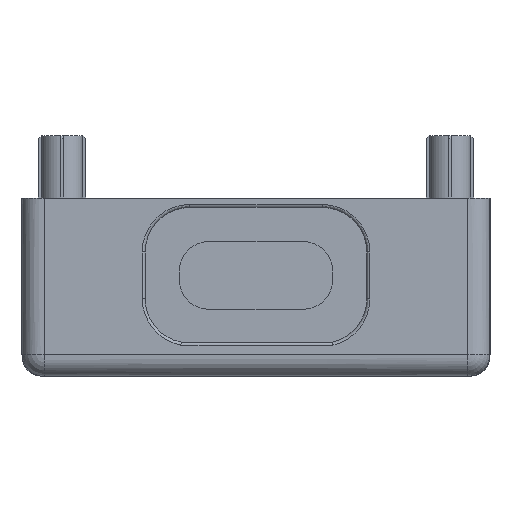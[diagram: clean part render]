
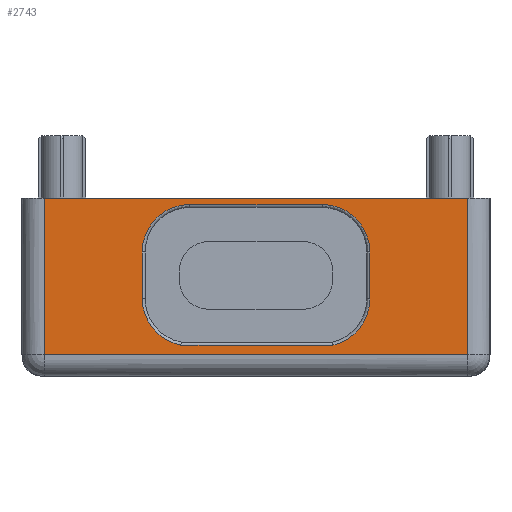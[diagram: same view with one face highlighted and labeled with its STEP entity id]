
A CAD part, left-side view. The second image highlights one B-rep face of the part: STEP entity #2743.
In plain terms, the highlighted planar face has unit normal (-1, 0, 0).
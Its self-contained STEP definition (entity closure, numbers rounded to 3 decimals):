
#15=FACE_BOUND('',#375,.T.);
#25=PLANE('',#2921);
#129=CIRCLE('',#2900,3.2);
#132=CIRCLE('',#2904,3.2);
#136=CIRCLE('',#2909,3.2);
#139=CIRCLE('',#2913,3.2);
#222=FACE_OUTER_BOUND('',#374,.T.);
#374=EDGE_LOOP('',(#1920,#1921,#1922,#1923));
#375=EDGE_LOOP('',(#1924,#1925,#1926,#1927,#1928,#1929,#1930,#1931));
#536=LINE('',#3858,#864);
#538=LINE('',#3961,#866);
#540=LINE('',#3997,#868);
#542=LINE('',#4033,#870);
#551=LINE('',#4083,#879);
#552=LINE('',#4085,#880);
#553=LINE('',#4087,#881);
#554=LINE('',#4088,#882);
#864=VECTOR('',#3110,10.);
#866=VECTOR('',#3122,10.);
#868=VECTOR('',#3134,10.);
#870=VECTOR('',#3146,10.);
#879=VECTOR('',#3173,10.);
#880=VECTOR('',#3174,10.);
#881=VECTOR('',#3175,10.);
#882=VECTOR('',#3176,10.);
#1192=VERTEX_POINT('',#3856);
#1193=VERTEX_POINT('',#3857);
#1197=VERTEX_POINT('',#3954);
#1199=VERTEX_POINT('',#3959);
#1201=VERTEX_POINT('',#3989);
#1203=VERTEX_POINT('',#3995);
#1205=VERTEX_POINT('',#4025);
#1207=VERTEX_POINT('',#4031);
#1213=VERTEX_POINT('',#4081);
#1214=VERTEX_POINT('',#4082);
#1215=VERTEX_POINT('',#4084);
#1216=VERTEX_POINT('',#4086);
#1460=EDGE_CURVE('',#1192,#1193,#536,.T.);
#1466=EDGE_CURVE('',#1197,#1192,#129,.T.);
#1468=EDGE_CURVE('',#1199,#1197,#538,.T.);
#1471=EDGE_CURVE('',#1201,#1199,#132,.T.);
#1474=EDGE_CURVE('',#1203,#1201,#540,.T.);
#1477=EDGE_CURVE('',#1205,#1203,#136,.T.);
#1480=EDGE_CURVE('',#1207,#1205,#542,.T.);
#1482=EDGE_CURVE('',#1193,#1207,#139,.T.);
#1493=EDGE_CURVE('',#1213,#1214,#551,.T.);
#1494=EDGE_CURVE('',#1215,#1213,#552,.T.);
#1495=EDGE_CURVE('',#1216,#1215,#553,.T.);
#1496=EDGE_CURVE('',#1216,#1214,#554,.T.);
#1920=ORIENTED_EDGE('',*,*,#1493,.F.);
#1921=ORIENTED_EDGE('',*,*,#1494,.F.);
#1922=ORIENTED_EDGE('',*,*,#1495,.F.);
#1923=ORIENTED_EDGE('',*,*,#1496,.T.);
#1924=ORIENTED_EDGE('',*,*,#1460,.F.);
#1925=ORIENTED_EDGE('',*,*,#1466,.F.);
#1926=ORIENTED_EDGE('',*,*,#1468,.F.);
#1927=ORIENTED_EDGE('',*,*,#1471,.F.);
#1928=ORIENTED_EDGE('',*,*,#1474,.F.);
#1929=ORIENTED_EDGE('',*,*,#1477,.F.);
#1930=ORIENTED_EDGE('',*,*,#1480,.F.);
#1931=ORIENTED_EDGE('',*,*,#1482,.F.);
#2743=ADVANCED_FACE('',(#222,#15),#25,.T.);
#2900=AXIS2_PLACEMENT_3D('',#3956,#3116,#3117);
#2904=AXIS2_PLACEMENT_3D('',#3991,#3126,#3127);
#2909=AXIS2_PLACEMENT_3D('',#4027,#3138,#3139);
#2913=AXIS2_PLACEMENT_3D('',#4060,#3148,#3149);
#2921=AXIS2_PLACEMENT_3D('',#4080,#3171,#3172);
#3110=DIRECTION('',(0.,-1.,0.));
#3116=DIRECTION('center_axis',(-1.,0.,0.));
#3117=DIRECTION('ref_axis',(0.,0.019,-1.));
#3122=DIRECTION('',(0.,0.,-1.));
#3126=DIRECTION('center_axis',(-1.,0.,0.));
#3127=DIRECTION('ref_axis',(0.,0.,1.));
#3134=DIRECTION('',(0.,1.,0.));
#3138=DIRECTION('center_axis',(-1.,0.,0.));
#3139=DIRECTION('ref_axis',(0.,0.,1.));
#3146=DIRECTION('',(0.,0.,1.));
#3148=DIRECTION('center_axis',(-1.,0.,0.));
#3149=DIRECTION('ref_axis',(0.,0.,-1.));
#3171=DIRECTION('center_axis',(-1.,0.,0.));
#3172=DIRECTION('ref_axis',(0.,1.,0.));
#3173=DIRECTION('',(0.,0.,1.));
#3174=DIRECTION('',(0.,1.,0.));
#3175=DIRECTION('',(0.,0.,-1.));
#3176=DIRECTION('',(0.,1.,0.));
#3856=CARTESIAN_POINT('',(-30.95,-4.461,-9.92));
#3857=CARTESIAN_POINT('',(-30.95,-14.706,-9.92));
#3858=CARTESIAN_POINT('',(-30.95,-19.992,-9.92));
#3954=CARTESIAN_POINT('',(-30.95,-1.855,-6.776));
#3956=CARTESIAN_POINT('Origin',(-30.95,-5.055,-6.776));
#3959=CARTESIAN_POINT('',(-30.95,-1.855,-3.64));
#3961=CARTESIAN_POINT('',(-30.95,-1.855,-3.388));
#3989=CARTESIAN_POINT('',(-30.95,-5.055,-0.44));
#3991=CARTESIAN_POINT('Origin',(-30.95,-5.055,-3.64));
#3995=CARTESIAN_POINT('',(-30.95,-13.995,-0.44));
#3997=CARTESIAN_POINT('',(-30.95,-15.177,-0.44));
#4025=CARTESIAN_POINT('',(-30.95,-17.195,-3.64));
#4027=CARTESIAN_POINT('Origin',(-30.95,-13.995,-3.64));
#4031=CARTESIAN_POINT('',(-30.95,-17.195,-6.8));
#4033=CARTESIAN_POINT('',(-30.95,-17.195,-1.82));
#4060=CARTESIAN_POINT('Origin',(-30.95,-13.995,-6.8));
#4080=CARTESIAN_POINT('Origin',(-30.95,-25.3,0.));
#4081=CARTESIAN_POINT('',(-30.95,4.75,-10.52));
#4082=CARTESIAN_POINT('',(-30.95,4.75,0.));
#4083=CARTESIAN_POINT('',(-30.95,4.75,0.));
#4084=CARTESIAN_POINT('',(-30.95,-23.8,-10.52));
#4085=CARTESIAN_POINT('',(-30.95,-17.413,-10.52));
#4086=CARTESIAN_POINT('',(-30.95,-23.8,0.));
#4087=CARTESIAN_POINT('',(-30.95,-23.8,0.));
#4088=CARTESIAN_POINT('',(-30.95,-25.3,0.));
